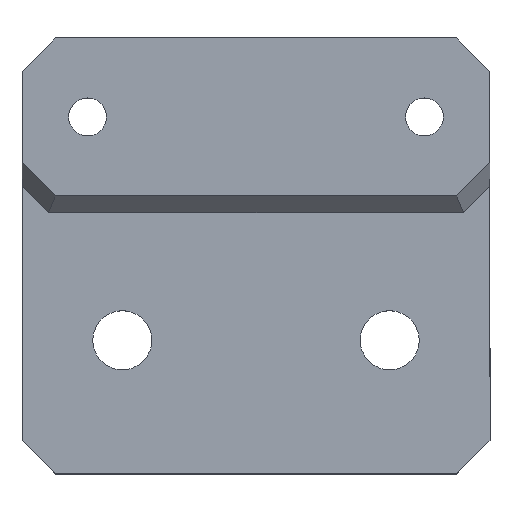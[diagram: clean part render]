
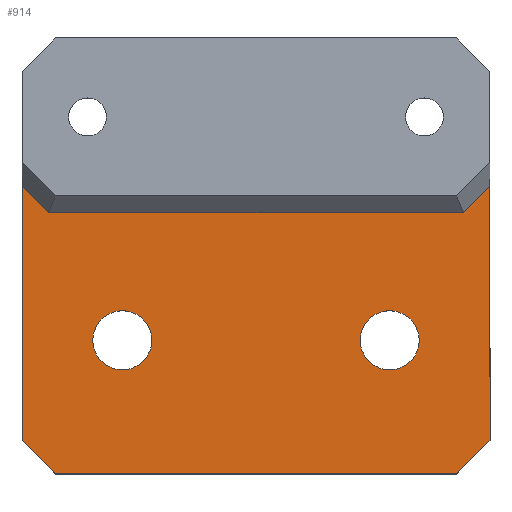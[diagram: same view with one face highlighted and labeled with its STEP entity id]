
A CAD part, top view. The second image highlights one B-rep face of the part: STEP entity #914.
In plain terms, the highlighted planar face has unit normal (0, 0, 1).
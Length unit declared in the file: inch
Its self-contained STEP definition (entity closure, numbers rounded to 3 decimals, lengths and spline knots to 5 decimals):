
#9 = ORIENTED_EDGE ( 'NONE', *, *, #817, .F. ) ;
#32 = VECTOR ( 'NONE', #431, 39.37008 ) ;
#41 = FACE_BOUND ( 'NONE', #319, .T. ) ;
#55 = CIRCLE ( 'NONE', #658, 0.1105 ) ;
#60 = CARTESIAN_POINT ( 'NONE',  ( 0., 0.47687, 0.125 ) ) ;
#63 = VECTOR ( 'NONE', #866, 39.37008 ) ;
#73 = CARTESIAN_POINT ( 'NONE',  ( -0.77589, 0.47687, 0.125 ) ) ;
#76 = EDGE_CURVE ( 'NONE', #82, #936, #184, .T. ) ;
#81 = EDGE_LOOP ( 'NONE', ( #126, #935, #459, #340, #938, #743, #92, #681 ) ) ;
#82 = VERTEX_POINT ( 'NONE', #901 ) ;
#90 = ORIENTED_EDGE ( 'NONE', *, *, #835, .F. ) ;
#92 = ORIENTED_EDGE ( 'NONE', *, *, #76, .T. ) ;
#120 = DIRECTION ( 'NONE',  ( -0.707, 0.707, 0. ) ) ;
#126 = ORIENTED_EDGE ( 'NONE', *, *, #939, .T. ) ;
#127 = EDGE_CURVE ( 'NONE', #589, #354, #1024, .T. ) ;
#130 = CIRCLE ( 'NONE', #165, 0.1105 ) ;
#133 = VERTEX_POINT ( 'NONE', #741 ) ;
#165 = AXIS2_PLACEMENT_3D ( 'NONE', #429, #989, #187 ) ;
#171 = CARTESIAN_POINT ( 'NONE',  ( -0.875, 0.53937, 0.125 ) ) ;
#184 = LINE ( 'NONE', #385, #809 ) ;
#185 = AXIS2_PLACEMENT_3D ( 'NONE', #964, #715, #460 ) ;
#187 = DIRECTION ( 'NONE',  ( 1., 0., 0. ) ) ;
#200 = DIRECTION ( 'NONE',  ( 1., 0., 0. ) ) ;
#241 = LINE ( 'NONE', #171, #521 ) ;
#244 = LINE ( 'NONE', #60, #933 ) ;
#277 = EDGE_CURVE ( 'NONE', #936, #471, #875, .T. ) ;
#281 = CARTESIAN_POINT ( 'NONE',  ( 0.875, -0.375, 0.125 ) ) ;
#285 = FACE_OUTER_BOUND ( 'NONE', #81, .T. ) ;
#289 = VECTOR ( 'NONE', #120, 39.37008 ) ;
#308 = DIRECTION ( 'NONE',  ( 1., 0., 0. ) ) ;
#319 = EDGE_LOOP ( 'NONE', ( #784, #90 ) ) ;
#321 = DIRECTION ( 'NONE',  ( 1., 0., 0. ) ) ;
#340 = ORIENTED_EDGE ( 'NONE', *, *, #367, .T. ) ;
#354 = VERTEX_POINT ( 'NONE', #927 ) ;
#367 = EDGE_CURVE ( 'NONE', #744, #1035, #948, .T. ) ;
#385 = CARTESIAN_POINT ( 'NONE',  ( -0.875, -0.5, 0.125 ) ) ;
#394 = LINE ( 'NONE', #768, #898 ) ;
#415 = DIRECTION ( 'NONE',  ( 0.707, -0.707, 0. ) ) ;
#417 = EDGE_CURVE ( 'NONE', #133, #702, #394, .T. ) ;
#429 = CARTESIAN_POINT ( 'NONE',  ( -0.5, 0., 0.125 ) ) ;
#431 = DIRECTION ( 'NONE',  ( 0.707, 0.707, 0. ) ) ;
#444 = CARTESIAN_POINT ( 'NONE',  ( 0.875, 0.5, 0.125 ) ) ;
#449 = DIRECTION ( 'NONE',  ( 0., -1., 0. ) ) ;
#459 = ORIENTED_EDGE ( 'NONE', *, *, #648, .T. ) ;
#460 = DIRECTION ( 'NONE',  ( 1., 0., 0. ) ) ;
#464 = CARTESIAN_POINT ( 'NONE',  ( -0.875, 0.57598, 0.125 ) ) ;
#471 = VERTEX_POINT ( 'NONE', #281 ) ;
#502 = CARTESIAN_POINT ( 'NONE',  ( 0.5, 0., 0.125 ) ) ;
#505 = VECTOR ( 'NONE', #415, 39.37008 ) ;
#513 = CARTESIAN_POINT ( 'NONE',  ( 0.3895, 0., 0.125 ) ) ;
#521 = VECTOR ( 'NONE', #449, 39.37008 ) ;
#565 = DIRECTION ( 'NONE',  ( -1., 0., 0. ) ) ;
#589 = VERTEX_POINT ( 'NONE', #706 ) ;
#595 = CARTESIAN_POINT ( 'NONE',  ( 0.625, -0.625, 0.125 ) ) ;
#600 = CIRCLE ( 'NONE', #185, 0.1105 ) ;
#609 = PLANE ( 'NONE',  #1008 ) ;
#625 = FACE_BOUND ( 'NONE', #990, .T. ) ;
#648 = EDGE_CURVE ( 'NONE', #702, #744, #244, .T. ) ;
#649 = DIRECTION ( 'NONE',  ( 0., 0., 1. ) ) ;
#658 = AXIS2_PLACEMENT_3D ( 'NONE', #502, #853, #928 ) ;
#681 = ORIENTED_EDGE ( 'NONE', *, *, #277, .T. ) ;
#683 = CARTESIAN_POINT ( 'NONE',  ( -0.91919, 0.62018, 0.125 ) ) ;
#702 = VERTEX_POINT ( 'NONE', #971 ) ;
#706 = CARTESIAN_POINT ( 'NONE',  ( -0.6105, 0., 0.125 ) ) ;
#715 = DIRECTION ( 'NONE',  ( 0., 0., 1. ) ) ;
#726 = CARTESIAN_POINT ( 'NONE',  ( 0.6105, 0., 0.125 ) ) ;
#741 = CARTESIAN_POINT ( 'NONE',  ( 0.875, 0.57598, 0.125 ) ) ;
#743 = ORIENTED_EDGE ( 'NONE', *, *, #798, .T. ) ;
#744 = VERTEX_POINT ( 'NONE', #73 ) ;
#745 = VERTEX_POINT ( 'NONE', #726 ) ;
#764 = CARTESIAN_POINT ( 'NONE',  ( -0.875, -0.375, 0.125 ) ) ;
#768 = CARTESIAN_POINT ( 'NONE',  ( 0.79419, 0.49518, 0.125 ) ) ;
#780 = CARTESIAN_POINT ( 'NONE',  ( 0.75, -0.5, 0.125 ) ) ;
#784 = ORIENTED_EDGE ( 'NONE', *, *, #1041, .F. ) ;
#798 = EDGE_CURVE ( 'NONE', #887, #82, #955, .T. ) ;
#809 = VECTOR ( 'NONE', #308, 39.37008 ) ;
#817 = EDGE_CURVE ( 'NONE', #354, #589, #130, .T. ) ;
#828 = VERTEX_POINT ( 'NONE', #513 ) ;
#830 = CARTESIAN_POINT ( 'NONE',  ( -0.5, 0., 0.125 ) ) ;
#835 = EDGE_CURVE ( 'NONE', #828, #745, #55, .T. ) ;
#853 = DIRECTION ( 'NONE',  ( 0., 0., 1. ) ) ;
#866 = DIRECTION ( 'NONE',  ( 0., 1., 0. ) ) ;
#867 = AXIS2_PLACEMENT_3D ( 'NONE', #830, #649, #321 ) ;
#875 = LINE ( 'NONE', #595, #32 ) ;
#887 = VERTEX_POINT ( 'NONE', #764 ) ;
#892 = EDGE_CURVE ( 'NONE', #1035, #887, #241, .T. ) ;
#896 = LINE ( 'NONE', #444, #63 ) ;
#898 = VECTOR ( 'NONE', #943, 39.37008 ) ;
#901 = CARTESIAN_POINT ( 'NONE',  ( -0.75, -0.5, 0.125 ) ) ;
#914 = ADVANCED_FACE ( 'NONE', ( #625, #41, #285 ), #609, .T. ) ;
#927 = CARTESIAN_POINT ( 'NONE',  ( -0.3895, 0., 0.125 ) ) ;
#928 = DIRECTION ( 'NONE',  ( 1., 0., 0. ) ) ;
#933 = VECTOR ( 'NONE', #565, 39.37008 ) ;
#935 = ORIENTED_EDGE ( 'NONE', *, *, #417, .T. ) ;
#936 = VERTEX_POINT ( 'NONE', #780 ) ;
#937 = DIRECTION ( 'NONE',  ( 0., 0., 1. ) ) ;
#938 = ORIENTED_EDGE ( 'NONE', *, *, #892, .T. ) ;
#939 = EDGE_CURVE ( 'NONE', #471, #133, #896, .T. ) ;
#943 = DIRECTION ( 'NONE',  ( -0.707, -0.707, 0. ) ) ;
#948 = LINE ( 'NONE', #683, #289 ) ;
#955 = LINE ( 'NONE', #1005, #505 ) ;
#964 = CARTESIAN_POINT ( 'NONE',  ( 0.5, 0., 0.125 ) ) ;
#971 = CARTESIAN_POINT ( 'NONE',  ( 0.77589, 0.47687, 0.125 ) ) ;
#980 = ORIENTED_EDGE ( 'NONE', *, *, #127, .F. ) ;
#989 = DIRECTION ( 'NONE',  ( 0., 0., 1. ) ) ;
#990 = EDGE_LOOP ( 'NONE', ( #9, #980 ) ) ;
#1005 = CARTESIAN_POINT ( 'NONE',  ( -0.625, -0.625, 0.125 ) ) ;
#1008 = AXIS2_PLACEMENT_3D ( 'NONE', #1010, #937, #200 ) ;
#1010 = CARTESIAN_POINT ( 'NONE',  ( 0., 0., 0.125 ) ) ;
#1024 = CIRCLE ( 'NONE', #867, 0.1105 ) ;
#1035 = VERTEX_POINT ( 'NONE', #464 ) ;
#1041 = EDGE_CURVE ( 'NONE', #745, #828, #600, .T. ) ;
